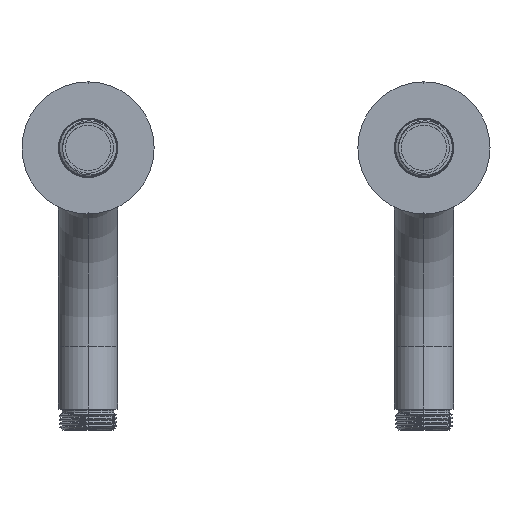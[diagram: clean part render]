
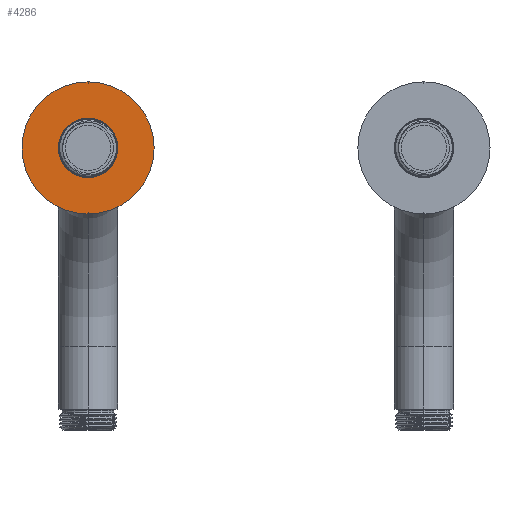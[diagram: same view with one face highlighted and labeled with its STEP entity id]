
A CAD part, top view. The second image highlights one B-rep face of the part: STEP entity #4286.
In plain terms, the highlighted planar face has unit normal (0, 0, 1).
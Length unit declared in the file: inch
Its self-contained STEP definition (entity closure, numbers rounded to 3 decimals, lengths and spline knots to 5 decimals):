
#79=CARTESIAN_POINT('',(0.,0.,23.));
#80=DIRECTION('',(0.,0.,-1.));
#81=DIRECTION('',(0.,1.,0.));
#82=AXIS2_PLACEMENT_3D('',#79,#80,#81);
#84=CARTESIAN_POINT('',(0.,0.,23.));
#85=DIRECTION('',(0.,0.,1.));
#86=DIRECTION('',(0.,1.,0.));
#87=AXIS2_PLACEMENT_3D('',#84,#85,#86);
#89=CARTESIAN_POINT('',(0.,0.,23.));
#90=DIRECTION('',(0.,0.,-1.));
#91=DIRECTION('',(0.,-1.,0.));
#92=AXIS2_PLACEMENT_3D('',#89,#90,#91);
#108=CARTESIAN_POINT('',(0.,0.,23.));
#109=DIRECTION('',(0.,0.,-1.));
#110=DIRECTION('',(0.,1.,0.));
#111=AXIS2_PLACEMENT_3D('',#108,#109,#110);
#4102=CARTESIAN_POINT('',(0.,1.18,23.));
#4104=VERTEX_POINT('',#4102);
#4112=CARTESIAN_POINT('',(0.,-1.18,23.));
#4114=VERTEX_POINT('',#4112);
#4122=CARTESIAN_POINT('',(0.,-0.53,23.));
#4123=CARTESIAN_POINT('',(0.,0.53,23.));
#4124=VERTEX_POINT('',#4122);
#4125=VERTEX_POINT('',#4123);
#4271=CARTESIAN_POINT('',(0.,0.,23.));
#4272=DIRECTION('',(0.,0.,1.));
#4273=DIRECTION('',(0.,-1.,0.));
#4274=AXIS2_PLACEMENT_3D('',#4271,#4272,#4273);
#4275=PLANE('',#4274);
#4276=ORIENTED_EDGE('',*,*,#4253,.T.);
#4277=ORIENTED_EDGE('',*,*,#4264,.F.);
#4278=EDGE_LOOP('',(#4276,#4277));
#4279=FACE_OUTER_BOUND('',#4278,.F.);
#4281=ORIENTED_EDGE('',*,*,#4280,.F.);
#4283=ORIENTED_EDGE('',*,*,#4282,.F.);
#4284=EDGE_LOOP('',(#4281,#4283));
#4285=FACE_BOUND('',#4284,.F.);
#4286=ADVANCED_FACE('',(#4279,#4285),#4275,.T.);
#83=CIRCLE('',#82,1.18);
#88=CIRCLE('',#87,1.18);
#93=CIRCLE('',#92,0.53);
#112=CIRCLE('',#111,0.53);
#4253=EDGE_CURVE('',#4104,#4114,#83,.T.);
#4264=EDGE_CURVE('',#4104,#4114,#88,.T.);
#4280=EDGE_CURVE('',#4124,#4125,#93,.T.);
#4282=EDGE_CURVE('',#4125,#4124,#112,.T.);
